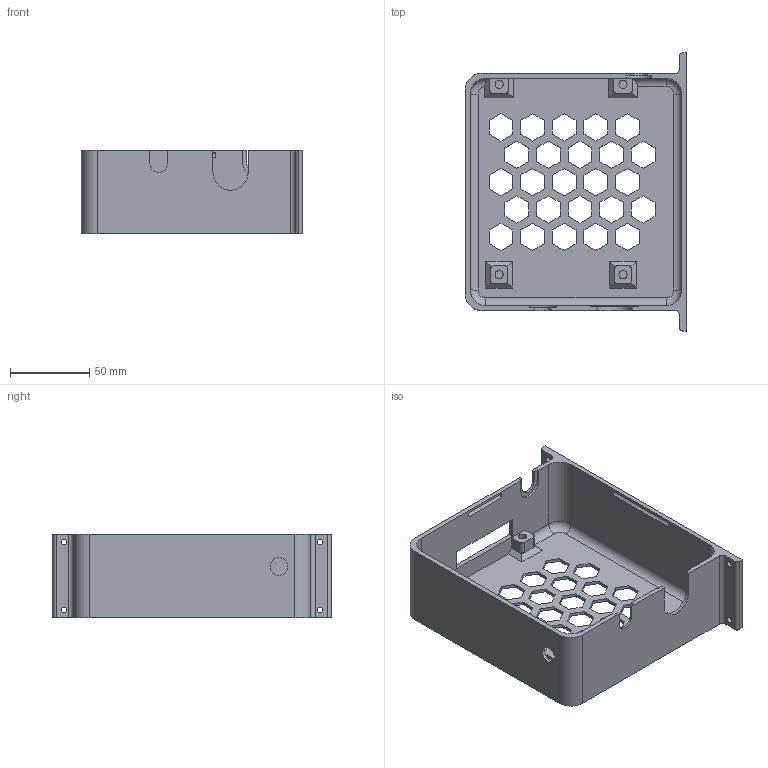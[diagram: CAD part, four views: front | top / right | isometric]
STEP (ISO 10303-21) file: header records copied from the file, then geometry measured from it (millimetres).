
FILE_DESCRIPTION(/* description */ ('STEP AP214'),/* implementation_level */ '2;1');
FILE_NAME(/* name */ '60789b09fcfcc91036959e05',/* time_stamp */ '2021-04-15T19:59:06+00:00',/* author */ (''),/* organization */ (''),/* preprocessor_version */ 'ST-DEVELOPER v18.1',/* originating_system */ ' ',/* authorisation */ ' ');
FILE_SCHEMA (('AUTOMOTIVE_DESIGN {1 0 10303 214 3 1 1}'));
Length unit declared in the file: metre
Products named in the file (1): X5 GT Case_E-Frame
Bounding box: 140 x 176 x 53 mm (x, y, z)
Volume: 129576.3 mm3; surface area: 94188 mm2
Topology: 1 solids, 1 shells, 281 faces, 801 edges, 531 vertices
Faces by surface type: plane 229, cylinder 47, torus 4, bspline 1
Full cylindrical faces by diameter (mm): 3.75 x4, 5.1 x4, 11 x1, 20 x1
Entity records: 9306 total; most frequent: CARTESIAN_POINT 1769, ORIENTED_EDGE 1580, DIRECTION 1460, EDGE_CURVE 790, LINE 674, VECTOR 674, VERTEX_POINT 530, AXIS2_PLACEMENT_3D 393
